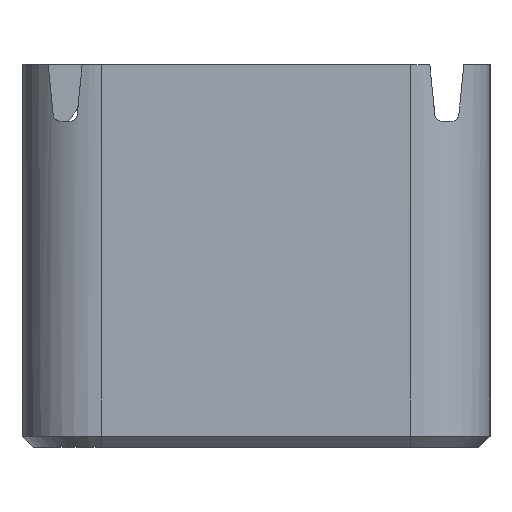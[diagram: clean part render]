
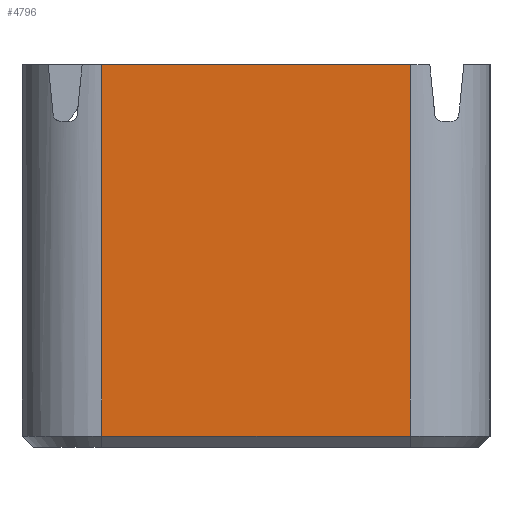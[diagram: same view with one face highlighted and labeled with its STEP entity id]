
A CAD part, left-side view. The second image highlights one B-rep face of the part: STEP entity #4796.
In plain terms, the highlighted planar face has unit normal (-1, 0, 0).
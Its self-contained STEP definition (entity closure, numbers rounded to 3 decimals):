
#100 = PLANE('',#101);
#101 = AXIS2_PLACEMENT_3D('',#102,#103,#104);
#102 = CARTESIAN_POINT('',(0.,0.,33.7));
#103 = DIRECTION('',(0.,0.,1.));
#104 = DIRECTION('',(1.,0.,0.));
#128 = CYLINDRICAL_SURFACE('',#129,7.);
#129 = AXIS2_PLACEMENT_3D('',#130,#131,#132);
#130 = CARTESIAN_POINT('',(7.,34.2,33.7));
#131 = DIRECTION('',(0.,0.,-1.));
#132 = DIRECTION('',(-1.,-0.,-0.));
#2264 = VERTEX_POINT('',#2265);
#2265 = CARTESIAN_POINT('',(0.,34.2,1.));
#2287 = EDGE_CURVE('',#2288,#2264,#2290,.T.);
#2288 = VERTEX_POINT('',#2289);
#2289 = CARTESIAN_POINT('',(0.,34.2,33.7));
#2290 = SURFACE_CURVE('',#2291,(#2295,#2302),.PCURVE_S1.);
#2291 = LINE('',#2292,#2293);
#2292 = CARTESIAN_POINT('',(0.,34.2,33.7));
#2293 = VECTOR('',#2294,1.);
#2294 = DIRECTION('',(0.,0.,-1.));
#2295 = PCURVE('',#128,#2296);
#2296 = DEFINITIONAL_REPRESENTATION('',(#2297),#2301);
#2297 = LINE('',#2298,#2299);
#2298 = CARTESIAN_POINT('',(0.,0.));
#2299 = VECTOR('',#2300,1.);
#2300 = DIRECTION('',(0.,1.));
#2301 = ( GEOMETRIC_REPRESENTATION_CONTEXT(2) 
PARAMETRIC_REPRESENTATION_CONTEXT() REPRESENTATION_CONTEXT('2D SPACE',''
  ) );
#2302 = PCURVE('',#2303,#2308);
#2303 = PLANE('',#2304);
#2304 = AXIS2_PLACEMENT_3D('',#2305,#2306,#2307);
#2305 = CARTESIAN_POINT('',(0.,0.,0.));
#2306 = DIRECTION('',(1.,0.,0.));
#2307 = DIRECTION('',(0.,0.,1.));
#2308 = DEFINITIONAL_REPRESENTATION('',(#2309),#2313);
#2309 = LINE('',#2310,#2311);
#2310 = CARTESIAN_POINT('',(33.7,-34.2));
#2311 = VECTOR('',#2312,1.);
#2312 = DIRECTION('',(-1.,0.));
#2313 = ( GEOMETRIC_REPRESENTATION_CONTEXT(2) 
PARAMETRIC_REPRESENTATION_CONTEXT() REPRESENTATION_CONTEXT('2D SPACE',''
  ) );
#2937 = EDGE_CURVE('',#2288,#2938,#2940,.T.);
#2938 = VERTEX_POINT('',#2939);
#2939 = CARTESIAN_POINT('',(0.,7.,33.7));
#2940 = SURFACE_CURVE('',#2941,(#2945,#2952),.PCURVE_S1.);
#2941 = LINE('',#2942,#2943);
#2942 = CARTESIAN_POINT('',(0.,41.2,33.7));
#2943 = VECTOR('',#2944,1.);
#2944 = DIRECTION('',(0.,-1.,0.));
#2945 = PCURVE('',#100,#2946);
#2946 = DEFINITIONAL_REPRESENTATION('',(#2947),#2951);
#2947 = LINE('',#2948,#2949);
#2948 = CARTESIAN_POINT('',(0.,41.2));
#2949 = VECTOR('',#2950,1.);
#2950 = DIRECTION('',(0.,-1.));
#2951 = ( GEOMETRIC_REPRESENTATION_CONTEXT(2) 
PARAMETRIC_REPRESENTATION_CONTEXT() REPRESENTATION_CONTEXT('2D SPACE',''
  ) );
#2952 = PCURVE('',#2303,#2953);
#2953 = DEFINITIONAL_REPRESENTATION('',(#2954),#2958);
#2954 = LINE('',#2955,#2956);
#2955 = CARTESIAN_POINT('',(33.7,-41.2));
#2956 = VECTOR('',#2957,1.);
#2957 = DIRECTION('',(0.,1.));
#2958 = ( GEOMETRIC_REPRESENTATION_CONTEXT(2) 
PARAMETRIC_REPRESENTATION_CONTEXT() REPRESENTATION_CONTEXT('2D SPACE',''
  ) );
#2975 = CYLINDRICAL_SURFACE('',#2976,7.);
#2976 = AXIS2_PLACEMENT_3D('',#2977,#2978,#2979);
#2977 = CARTESIAN_POINT('',(7.,7.,0.));
#2978 = DIRECTION('',(0.,0.,1.));
#2979 = DIRECTION('',(-1.,0.,0.));
#3322 = PLANE('',#3323);
#3323 = AXIS2_PLACEMENT_3D('',#3324,#3325,#3326);
#3324 = CARTESIAN_POINT('',(0.5,7.,0.5));
#3325 = DIRECTION('',(-0.707,0.,-0.707));
#3326 = DIRECTION('',(0.,1.,0.));
#4796 = ADVANCED_FACE('',(#4797),#2303,.F.);
#4797 = FACE_BOUND('',#4798,.F.);
#4798 = EDGE_LOOP('',(#4799,#4800,#4801,#4824));
#4799 = ORIENTED_EDGE('',*,*,#2287,.F.);
#4800 = ORIENTED_EDGE('',*,*,#2937,.T.);
#4801 = ORIENTED_EDGE('',*,*,#4802,.F.);
#4802 = EDGE_CURVE('',#4803,#2938,#4805,.T.);
#4803 = VERTEX_POINT('',#4804);
#4804 = CARTESIAN_POINT('',(0.,7.,1.));
#4805 = SURFACE_CURVE('',#4806,(#4810,#4817),.PCURVE_S1.);
#4806 = LINE('',#4807,#4808);
#4807 = CARTESIAN_POINT('',(0.,7.,0.));
#4808 = VECTOR('',#4809,1.);
#4809 = DIRECTION('',(0.,0.,1.));
#4810 = PCURVE('',#2303,#4811);
#4811 = DEFINITIONAL_REPRESENTATION('',(#4812),#4816);
#4812 = LINE('',#4813,#4814);
#4813 = CARTESIAN_POINT('',(0.,-7.));
#4814 = VECTOR('',#4815,1.);
#4815 = DIRECTION('',(1.,0.));
#4816 = ( GEOMETRIC_REPRESENTATION_CONTEXT(2) 
PARAMETRIC_REPRESENTATION_CONTEXT() REPRESENTATION_CONTEXT('2D SPACE',''
  ) );
#4817 = PCURVE('',#2975,#4818);
#4818 = DEFINITIONAL_REPRESENTATION('',(#4819),#4823);
#4819 = LINE('',#4820,#4821);
#4820 = CARTESIAN_POINT('',(0.,0.));
#4821 = VECTOR('',#4822,1.);
#4822 = DIRECTION('',(0.,1.));
#4823 = ( GEOMETRIC_REPRESENTATION_CONTEXT(2) 
PARAMETRIC_REPRESENTATION_CONTEXT() REPRESENTATION_CONTEXT('2D SPACE',''
  ) );
#4824 = ORIENTED_EDGE('',*,*,#4825,.T.);
#4825 = EDGE_CURVE('',#4803,#2264,#4826,.T.);
#4826 = SURFACE_CURVE('',#4827,(#4831,#4838),.PCURVE_S1.);
#4827 = LINE('',#4828,#4829);
#4828 = CARTESIAN_POINT('',(0.,7.,1.));
#4829 = VECTOR('',#4830,1.);
#4830 = DIRECTION('',(0.,1.,0.));
#4831 = PCURVE('',#2303,#4832);
#4832 = DEFINITIONAL_REPRESENTATION('',(#4833),#4837);
#4833 = LINE('',#4834,#4835);
#4834 = CARTESIAN_POINT('',(1.,-7.));
#4835 = VECTOR('',#4836,1.);
#4836 = DIRECTION('',(0.,-1.));
#4837 = ( GEOMETRIC_REPRESENTATION_CONTEXT(2) 
PARAMETRIC_REPRESENTATION_CONTEXT() REPRESENTATION_CONTEXT('2D SPACE',''
  ) );
#4838 = PCURVE('',#3322,#4839);
#4839 = DEFINITIONAL_REPRESENTATION('',(#4840),#4844);
#4840 = LINE('',#4841,#4842);
#4841 = CARTESIAN_POINT('',(0.,-0.707));
#4842 = VECTOR('',#4843,1.);
#4843 = DIRECTION('',(1.,0.));
#4844 = ( GEOMETRIC_REPRESENTATION_CONTEXT(2) 
PARAMETRIC_REPRESENTATION_CONTEXT() REPRESENTATION_CONTEXT('2D SPACE',''
  ) );
